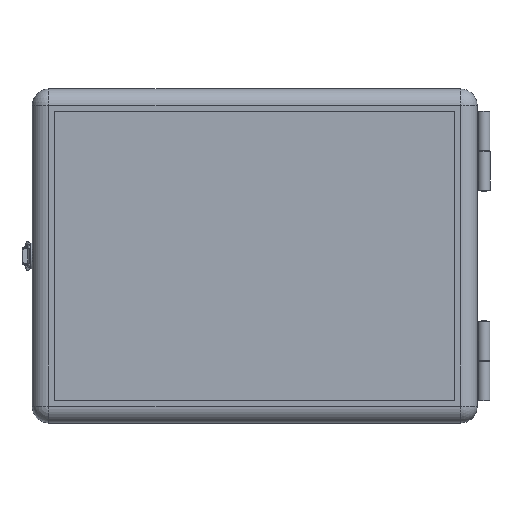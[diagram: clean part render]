
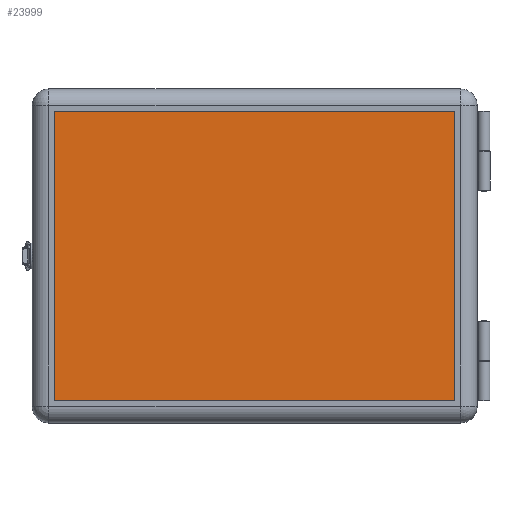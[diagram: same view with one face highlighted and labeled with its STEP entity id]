
A CAD part, top view. The second image highlights one B-rep face of the part: STEP entity #23999.
In plain terms, the highlighted face is planar.
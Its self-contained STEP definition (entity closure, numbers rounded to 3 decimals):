
#640 = LINE ( 'NONE', #672, #57565 ) ;
#669 = LINE ( 'NONE', #684, #57576 ) ;
#672 = CARTESIAN_POINT ( 'NONE',  ( 180., -133.5, 0. ) ) ;
#673 = DIRECTION ( 'NONE',  ( 0., 1., 0. ) ) ;
#681 = LINE ( 'NONE', #690, #57579 ) ;
#684 = CARTESIAN_POINT ( 'NONE',  ( -183.5, -130., 0. ) ) ;
#686 = DIRECTION ( 'NONE',  ( 1., 0., 0. ) ) ;
#690 = CARTESIAN_POINT ( 'NONE',  ( -183.5, 130., 0. ) ) ;
#691 = DIRECTION ( 'NONE',  ( -1., 0., 0. ) ) ;
#698 = LINE ( 'NONE', #699, #57583 ) ;
#699 = CARTESIAN_POINT ( 'NONE',  ( -180., -133.5, 0. ) ) ;
#700 = DIRECTION ( 'NONE',  ( 0., -1., 0. ) ) ;
#3870 = EDGE_CURVE ( 'NONE', #22030, #22041, #640, .T. ) ;
#3874 = EDGE_CURVE ( 'NONE', #22020, #22030, #669, .T. ) ;
#3876 = EDGE_CURVE ( 'NONE', #22041, #22025, #681, .T. ) ;
#3879 = EDGE_CURVE ( 'NONE', #22025, #22020, #698, .T. ) ;
#14899 = CARTESIAN_POINT ( 'NONE',  ( -180., -130., 0. ) ) ;
#14905 = CARTESIAN_POINT ( 'NONE',  ( -180., 130., 0. ) ) ;
#14911 = CARTESIAN_POINT ( 'NONE',  ( 180., -130., 0. ) ) ;
#14923 = CARTESIAN_POINT ( 'NONE',  ( 180., 130., 0. ) ) ;
#15910 = ORIENTED_EDGE ( 'NONE', *, *, #3870, .F. ) ;
#15911 = ORIENTED_EDGE ( 'NONE', *, *, #3874, .F. ) ;
#15912 = ORIENTED_EDGE ( 'NONE', *, *, #3879, .F. ) ;
#15913 = ORIENTED_EDGE ( 'NONE', *, *, #3876, .F. ) ;
#18514 = AXIS2_PLACEMENT_3D ( 'NONE', #21030, #21054, #21056 ) ;
#20396 = EDGE_LOOP ( 'NONE', ( #15910, #15911, #15912, #15913 ) ) ;
#21030 = CARTESIAN_POINT ( 'NONE',  ( -183.5, -133.5, 0. ) ) ;
#21046 = FACE_OUTER_BOUND ( 'NONE', #20396, .T. ) ;
#21048 = PLANE ( 'NONE',  #18514 ) ;
#21054 = DIRECTION ( 'NONE',  ( 0., 0., 1. ) ) ;
#21056 = DIRECTION ( 'NONE',  ( 1., 0., 0. ) ) ;
#22020 = VERTEX_POINT ( 'NONE', #14899 ) ;
#22025 = VERTEX_POINT ( 'NONE', #14905 ) ;
#22030 = VERTEX_POINT ( 'NONE', #14911 ) ;
#22041 = VERTEX_POINT ( 'NONE', #14923 ) ;
#23999 = ADVANCED_FACE ( 'NONE', ( #21046 ), #21048, .F. ) ;
#57565 = VECTOR ( 'NONE', #673, 1000. ) ;
#57576 = VECTOR ( 'NONE', #686, 1000. ) ;
#57579 = VECTOR ( 'NONE', #691, 1000. ) ;
#57583 = VECTOR ( 'NONE', #700, 1000. ) ;
